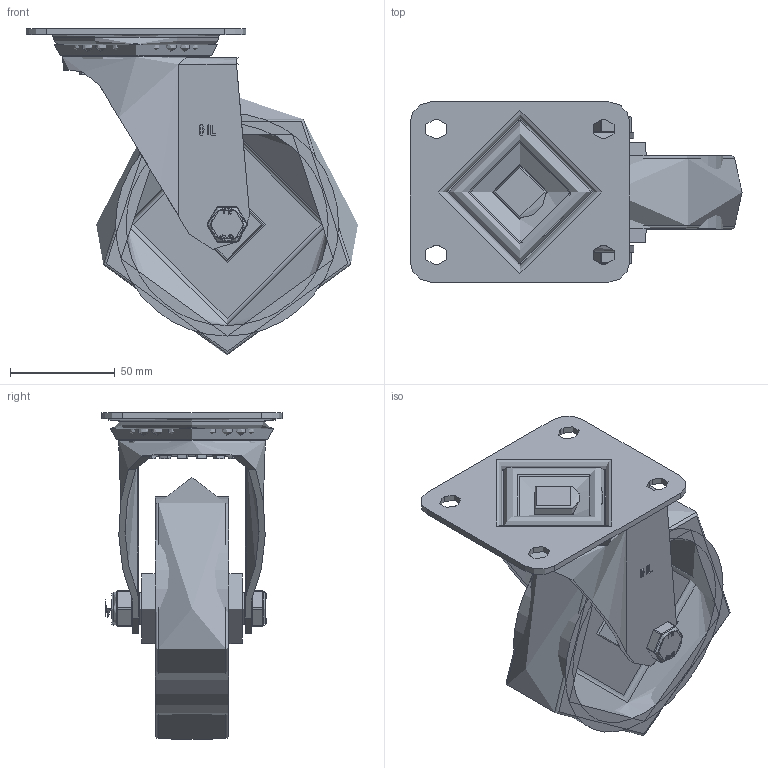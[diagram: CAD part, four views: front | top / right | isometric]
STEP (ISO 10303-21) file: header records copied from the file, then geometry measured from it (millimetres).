
FILE_DESCRIPTION(/* description */ (''),/* implementation_level */ '2;1');
FILE_NAME(/* name */ 'SSEH125NP.step',/* time_stamp */ '2024-05-13T11:02:02+01:00',/* author */ (''),/* organization */ (''),/* preprocessor_version */ 'ST-DEVELOPER v20',/* originating_system */ 'Autodesk Translation Framework v12.20.1.177',/* authorisation */ '');
FILE_SCHEMA (('AUTOMOTIVE_DESIGN { 1 0 10303 214 3 1 1 }'));
Length unit declared in the file: millimetre
Products named in the file (19): SSEH125NP; SSEH125AS v1; STAINLESS STEEL TOP PLATE; STAINLESS STEEL TOP PLATE Geometry; Pattern; Component2; STAINLESS STEEL FORKS; BEARING SEAL; BZH125WNP61 v1; POLYURETHANE TYRE; NYLON RIM; TUBEM15X50SS v1; STAINLESS STEEL AXLE TUBE; BOLTM10X70A2 v2; GRADE A2 304 STAINLESS STEEL BOLT; NYLOCM10A2 v1; STAINLESS STEEL NUT; RUBBER; NUT
Assembly tree (37 placements, depth 5):
  SSEH125NP
    SSEH125AS v1
      STAINLESS STEEL TOP PLATE
        STAINLESS STEEL TOP PLATE Geometry
        Pattern
          Component2  x20
      STAINLESS STEEL FORKS
      BEARING SEAL
    BZH125WNP61 v1
      POLYURETHANE TYRE
      NYLON RIM
    TUBEM15X50SS v1
      STAINLESS STEEL AXLE TUBE
    BOLTM10X70A2 v2
      GRADE A2 304 STAINLESS STEEL BOLT
    NYLOCM10A2 v1
      STAINLESS STEEL NUT
        RUBBER
        NUT
Bounding box: 158.5 x 86 x 155.95 mm (x, y, z)
Volume: 359058.1 mm3; surface area: 144898.9 mm2
Topology: 29 solids, 29 shells, 525 faces, 1307 edges, 830 vertices
Faces by surface type: plane 249, cylinder 111, bspline 73, torus 41, sphere 38, cone 13
Full cylindrical faces by diameter (mm): 8.141 x18, 9.85 x18, 10 x3, 10.25 x2, 10.5 x1, 12 x2, 15 x1, 15.4 x1, 15.5 x1, 16 x1, 21 x1, 25 x2, 34 x1, 44.584 x1, 54 x1, 64 x1, 70 x1, 106.5 x2
Entity records: 23293 total; most frequent: CARTESIAN_POINT 11088, ORIENTED_EDGE 2496, DIRECTION 2317, EDGE_CURVE 1248, AXIS2_PLACEMENT_3D 859, VERTEX_POINT 792, LINE 599, VECTOR 599
